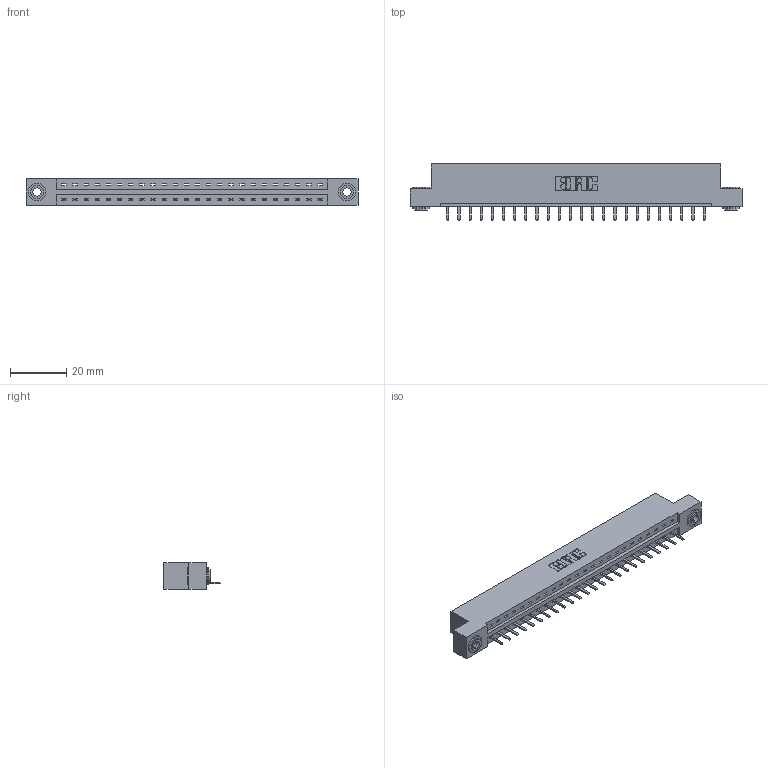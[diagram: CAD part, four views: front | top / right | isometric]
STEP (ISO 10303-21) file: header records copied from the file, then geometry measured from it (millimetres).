
FILE_DESCRIPTION (( 'STEP AP203' ), '1' );
FILE_NAME ('337-024-520-103.STEP', '2019-09-30T15:18:10', ( '' ), ( '' ), 'SwSTEP 2.0', 'SolidWorks 2016', '' );
FILE_SCHEMA (( 'CONFIG_CONTROL_DESIGN' ));
Length unit declared in the file: inch
Products named in the file (4): 337-024-520-103; 345-250-002_345-250-002-102; 345-292-001_345-293-120; 337 Part_Flush Mounting Lugs - 0.156 Dia-TH
Assembly tree (27 placements, depth 2):
  337-024-520-103
    337 Part_Flush Mounting Lugs - 0.156 Dia-TH
    345-292-001_345-293-120  x24
    345-250-002_345-250-002-102  x2
Bounding box: 118.11 x 20.02 x 9.4 mm (x, y, z)
Volume: 12000.7 mm3; surface area: 12285.2 mm2
Topology: 27 solids, 27 shells, 1736 faces, 5091 edges, 3326 vertices
Faces by surface type: plane 1232, cylinder 496, cone 8
Entity records: 20932 total; most frequent: CARTESIAN_POINT 3633, ORIENTED_EDGE 3574, DIRECTION 3117, EDGE_CURVE 1787, VECTOR 1631, LINE 1631, VERTEX_POINT 1186, AXIS2_PLACEMENT_3D 743
